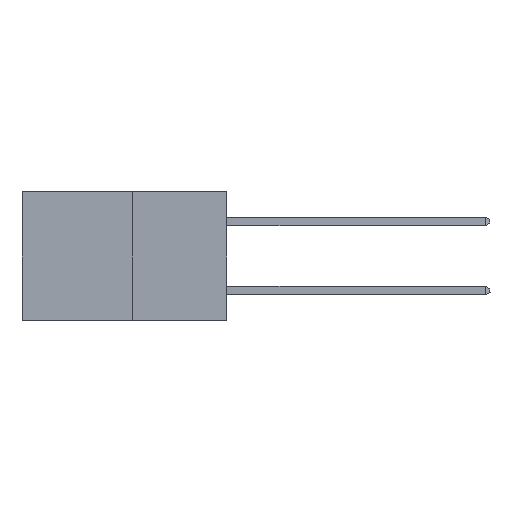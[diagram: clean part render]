
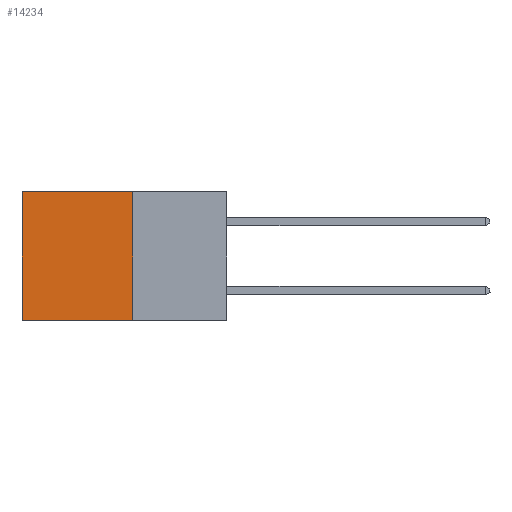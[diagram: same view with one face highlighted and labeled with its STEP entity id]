
A CAD part, left-side view. The second image highlights one B-rep face of the part: STEP entity #14234.
In plain terms, the highlighted planar face has unit normal (-1, 0, 0).
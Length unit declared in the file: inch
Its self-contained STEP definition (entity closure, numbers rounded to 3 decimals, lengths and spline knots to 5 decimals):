
#599 = VERTEX_POINT ( 'NONE', #5832 ) ;
#1024 = CARTESIAN_POINT ( 'NONE',  ( 0.277, 0.59, 0. ) ) ;
#2867 = CARTESIAN_POINT ( 'NONE',  ( 0.277, 0.59, -0.37 ) ) ;
#4369 = VECTOR ( 'NONE', #15922, 39.37008 ) ;
#4897 = LINE ( 'NONE', #14385, #4369 ) ;
#5832 = CARTESIAN_POINT ( 'NONE',  ( 0.277, 0.27, -0.37 ) ) ;
#6711 = CARTESIAN_POINT ( 'NONE',  ( 0.277, 0.27, 0. ) ) ;
#7148 = CARTESIAN_POINT ( 'NONE',  ( 0.277, 0.27, 0. ) ) ;
#7478 = VERTEX_POINT ( 'NONE', #2867 ) ;
#8579 = ORIENTED_EDGE ( 'NONE', *, *, #15283, .T. ) ;
#8763 = DIRECTION ( 'NONE',  ( 0., 1., 0. ) ) ;
#9042 = EDGE_CURVE ( 'NONE', #599, #7478, #20427, .T. ) ;
#9297 = ORIENTED_EDGE ( 'NONE', *, *, #14304, .F. ) ;
#9438 = DIRECTION ( 'NONE',  ( 0., 0., -1. ) ) ;
#10218 = FACE_OUTER_BOUND ( 'NONE', #19292, .T. ) ;
#11261 = VECTOR ( 'NONE', #13868, 39.37008 ) ;
#11547 = ORIENTED_EDGE ( 'NONE', *, *, #9042, .F. ) ;
#12141 = DIRECTION ( 'NONE',  ( 0., 1., 0. ) ) ;
#13868 = DIRECTION ( 'NONE',  ( 0., 0., -1. ) ) ;
#14175 = CARTESIAN_POINT ( 'NONE',  ( 0.277, 0.27, -0.37 ) ) ;
#14234 = ADVANCED_FACE ( 'NONE', ( #10218 ), #17292, .F. ) ;
#14304 = EDGE_CURVE ( 'NONE', #17791, #599, #4897, .T. ) ;
#14385 = CARTESIAN_POINT ( 'NONE',  ( 0.277, 0.27, -0.37 ) ) ;
#15184 = AXIS2_PLACEMENT_3D ( 'NONE', #14175, #18820, #9438 ) ;
#15283 = EDGE_CURVE ( 'NONE', #17791, #16037, #17664, .T. ) ;
#15922 = DIRECTION ( 'NONE',  ( 0., 0., -1. ) ) ;
#16037 = VERTEX_POINT ( 'NONE', #1024 ) ;
#16694 = EDGE_CURVE ( 'NONE', #16037, #7478, #19531, .T. ) ;
#17161 = VECTOR ( 'NONE', #8763, 39.37008 ) ;
#17292 = PLANE ( 'NONE',  #15184 ) ;
#17658 = ORIENTED_EDGE ( 'NONE', *, *, #16694, .T. ) ;
#17664 = LINE ( 'NONE', #7148, #17161 ) ;
#17791 = VERTEX_POINT ( 'NONE', #6711 ) ;
#18482 = CARTESIAN_POINT ( 'NONE',  ( 0.277, 0.59, -0.37 ) ) ;
#18820 = DIRECTION ( 'NONE',  ( 1., 0., 0. ) ) ;
#18868 = CARTESIAN_POINT ( 'NONE',  ( 0.277, 0.27, -0.37 ) ) ;
#19292 = EDGE_LOOP ( 'NONE', ( #17658, #11547, #9297, #8579 ) ) ;
#19531 = LINE ( 'NONE', #18482, #11261 ) ;
#19949 = VECTOR ( 'NONE', #12141, 39.37008 ) ;
#20427 = LINE ( 'NONE', #18868, #19949 ) ;
